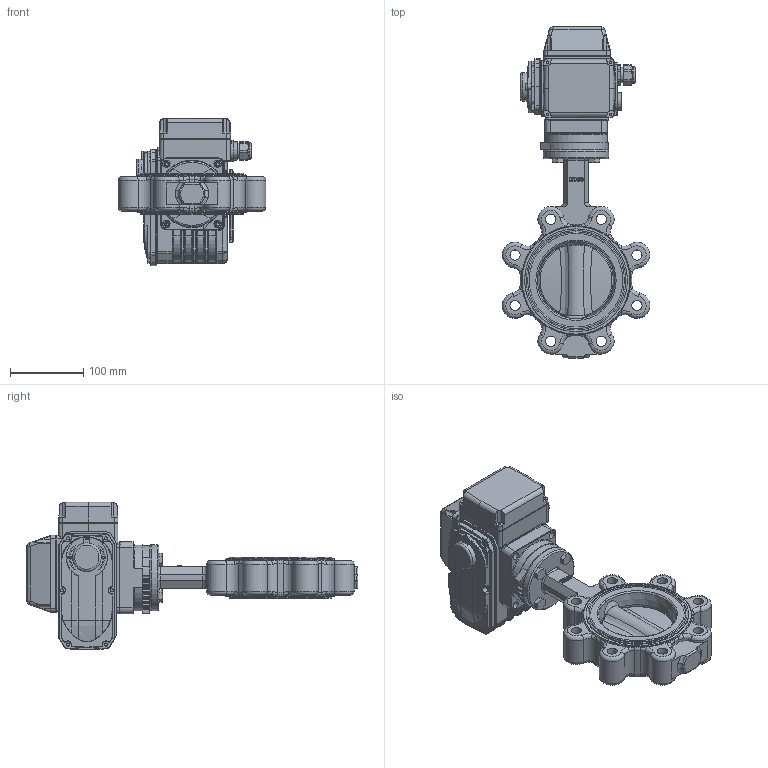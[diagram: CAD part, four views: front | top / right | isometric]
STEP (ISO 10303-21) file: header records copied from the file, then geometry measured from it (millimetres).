
FILE_DESCRIPTION(/* description */ ('Unknown','CAx-IF Rec.Pracs.---Representation and Presentation of Product Manufacturing Information (PMI)---4.0---2014-10-13','CAx-IF Rec.Pracs.---3D Tessellated Geometry---0.4---2014-09-14','2;1'),/* implementation_level */ '2;1');
FILE_NAME(/* name */ 'AE09_AE10 5200_5210_5220-12',/* time_stamp */ '2023-11-24T08:48:47+01:00',/* author */ ('Unknown'),/* organization */ ('Unknown'),/* preprocessor_version */ 'ST-DEVELOPER v18.102',/* originating_system */ 'Solid Edge',/* authorisation */ 'Unknown');
FILE_SCHEMA (('TECHNICAL_DATA_PACKAGING','INTEGRATED_CNC_SCHEMA','MODEL_BASED_INTEGRATED_MANUFACTURING_SCHEMA','AP242_MANAGED_MODEL_BASED_3D_ENGINEERING_MIM_LF { 1 0 10303 442 1 1 4 }'));
Products named in the file (58): AE100-5.200.100; Raster DN40- DN150; LUG-DN100; DN100概极; seat; disc; shaft1; shaft2; bushing1; M10x30; AE09_AE10_(AE100_103); 癹弇羲壽; 萇蚾裔蝶菜; S倰眊极蜊婖2016-5-25; NQ10-034 梓僅啣; 盄坶1; 癹弇羲壽_0; 秶郘裔蝶菜2015蜊輛; S倰薊粣ん; 癹弇羲壽_1; NQ10-035 噩え; S型驱动盖20190829; NQ10-033 硌渀; 盄坶2; 癹弇羲壽_2; 萇蚾裔; S型电动执行机构直装平视20190830; S倰眊极蜊婖2016-5-25_0; 驱动盖组件; S型驱动盖20190829_0; 驱动盖胶垫; 萇蚾窒璃; 癹弇羲壽_3; 癹弇羲壽笢潔輸; NQ10-034 梓僅啣_0; NQ10-033 硌渀_0; 秶郘裔郪璃; S倰秶郘裔 蜊; 秶郘裔蝶菜2015蜊輛_0; 萇蚾裔窒璃 ...
Assembly tree (64 placements, depth 5):
  AE100-5.200.100
    Raster DN40- DN150
    LUG-DN100
      DN100概极
      seat
      disc
      shaft1
      shaft2
      bushing1  x2
    M10x30  x4
    AE09_AE10_(AE100_103)
      癹弇羲壽
      萇蚾裔蝶菜
      S倰眊极蜊婖2016-5-25
      NQ10-034 梓僅啣
      盄坶1
      癹弇羲壽_0
      秶郘裔蝶菜2015蜊輛
      S倰薊粣ん
      癹弇羲壽_1
      NQ10-035 噩え
      S型驱动盖20190829
      NQ10-033 硌渀
      盄坶2
      癹弇羲壽_2
      萇蚾裔
      S型电动执行机构直装平视20190830
        S倰眊极蜊婖2016-5-25_0
        驱动盖组件
          S型驱动盖20190829_0
          驱动盖胶垫
        萇蚾窒璃
          癹弇羲壽_3  x4
          癹弇羲壽笢潔輸
        NQ10-034 梓僅啣_0
        NQ10-033 硌渀_0
        秶郘裔郪璃
          S倰秶郘裔 蜊
          秶郘裔蝶菜2015蜊輛_0
        萇蚾裔窒璃
          萇蚾裔_0
          萇蚾裔蝶菜_0
          NQ10-035 噩え_0
        NQ10-037 忒雄紱釬諳裔
        盄坶
          盄坶1_0
          盄坶2_0
        盄黑
        S倰薊粣ん_0
        假蚾啣
      假蚾啣_0
      癹弇羲壽笢潔輸_0
      NQ10-037 忒雄紱釬諳裔_0
      驱动盖胶垫_0
      S倰秶郘裔 蜊_0
      盄黑_0
      Z倰忒梟縐啣
      忒梟
Bounding box: 201.28 x 453 x 201 mm (x, y, z)
Volume: 2707914.2 mm3; surface area: 596929.2 mm2
Topology: 43 solids, 43 shells, 3193 faces, 8328 edges, 5311 vertices
Faces by surface type: plane 1469, cylinder 1053, bspline 300, torus 252, cone 78, sphere 41
Full cylindrical faces by diameter (mm): 2.5 x7, 3 x8, 3.2 x12, 3.3 x15, 3.5 x1, 4.2 x7, 4.5 x8, 4.8 x14, 5 x14, 5.5 x6, 6 x2, 6.5 x4, 6.6 x2, 6.8 x18, 8 x1, 10 x12, 10.7 x1, 12 x1, 12.3 x1, 13.2 x1, 13.5 x1, 13.8 x1, 14 x9, 15 x1, 15.77 x5, 15.93 x1, 16 x2, 18.7 x1, 19 x2, 19.16 x1
Entity records: 101467 total; most frequent: CARTESIAN_POINT 30950, ORIENTED_EDGE 14196, DIRECTION 14079, EDGE_CURVE 7098, AXIS2_PLACEMENT_3D 5177, VERTEX_POINT 4706, LINE 3725, VECTOR 3725
